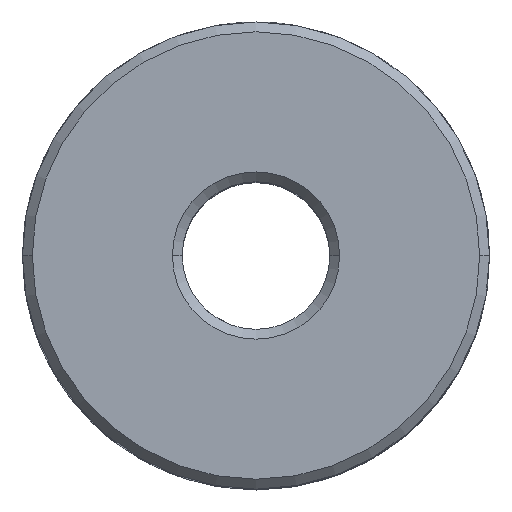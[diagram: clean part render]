
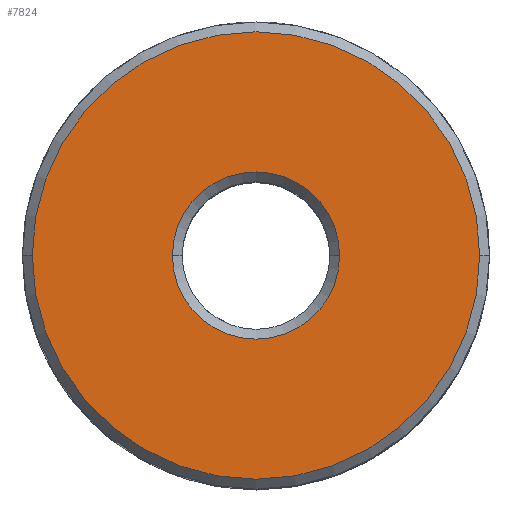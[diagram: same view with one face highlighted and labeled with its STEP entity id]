
A CAD part, top view. The second image highlights one B-rep face of the part: STEP entity #7824.
In plain terms, the highlighted planar face has unit normal (0, 0, 1).
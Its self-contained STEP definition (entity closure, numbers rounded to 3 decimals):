
#20=CARTESIAN_POINT('',(0.,0.,22.));
#21=DIRECTION('',(0.,0.,1.));
#22=DIRECTION('',(-1.,0.,0.));
#23=AXIS2_PLACEMENT_3D('',#20,#21,#22);
#25=CARTESIAN_POINT('',(0.,0.,22.));
#26=DIRECTION('',(0.,0.,1.));
#27=DIRECTION('',(1.,0.,0.));
#28=AXIS2_PLACEMENT_3D('',#25,#26,#27);
#30=CARTESIAN_POINT('',(0.,0.,22.));
#31=DIRECTION('',(0.,0.,-1.));
#32=DIRECTION('',(-1.,0.,0.));
#33=AXIS2_PLACEMENT_3D('',#30,#31,#32);
#35=CARTESIAN_POINT('',(0.,0.,22.));
#36=DIRECTION('',(0.,0.,-1.));
#37=DIRECTION('',(1.,0.,0.));
#38=AXIS2_PLACEMENT_3D('',#35,#36,#37);
#7350=CARTESIAN_POINT('',(-9.1,0.,22.));
#7352=VERTEX_POINT('',#7350);
#7353=CARTESIAN_POINT('',(9.1,0.,22.));
#7354=VERTEX_POINT('',#7353);
#7367=CARTESIAN_POINT('',(-3.4,0.,22.));
#7368=VERTEX_POINT('',#7367);
#7369=CARTESIAN_POINT('',(3.4,0.,22.));
#7370=VERTEX_POINT('',#7369);
#7809=CARTESIAN_POINT('',(0.,0.,22.));
#7810=DIRECTION('',(0.,0.,-1.));
#7811=DIRECTION('',(-1.,0.,0.));
#7812=AXIS2_PLACEMENT_3D('',#7809,#7810,#7811);
#7813=PLANE('',#7812);
#7814=ORIENTED_EDGE('',*,*,#7801,.F.);
#7815=ORIENTED_EDGE('',*,*,#7790,.F.);
#7816=EDGE_LOOP('',(#7814,#7815));
#7817=FACE_OUTER_BOUND('',#7816,.F.);
#7819=ORIENTED_EDGE('',*,*,#7818,.F.);
#7821=ORIENTED_EDGE('',*,*,#7820,.F.);
#7822=EDGE_LOOP('',(#7819,#7821));
#7823=FACE_BOUND('',#7822,.F.);
#24=CIRCLE('',#23,9.1);
#29=CIRCLE('',#28,9.1);
#34=CIRCLE('',#33,3.4);
#39=CIRCLE('',#38,3.4);
#7790=EDGE_CURVE('',#7354,#7352,#29,.T.);
#7801=EDGE_CURVE('',#7352,#7354,#24,.T.);
#7818=EDGE_CURVE('',#7368,#7370,#34,.T.);
#7820=EDGE_CURVE('',#7370,#7368,#39,.T.);
#7824=ADVANCED_FACE('',(#7817,#7823),#7813,.F.);
